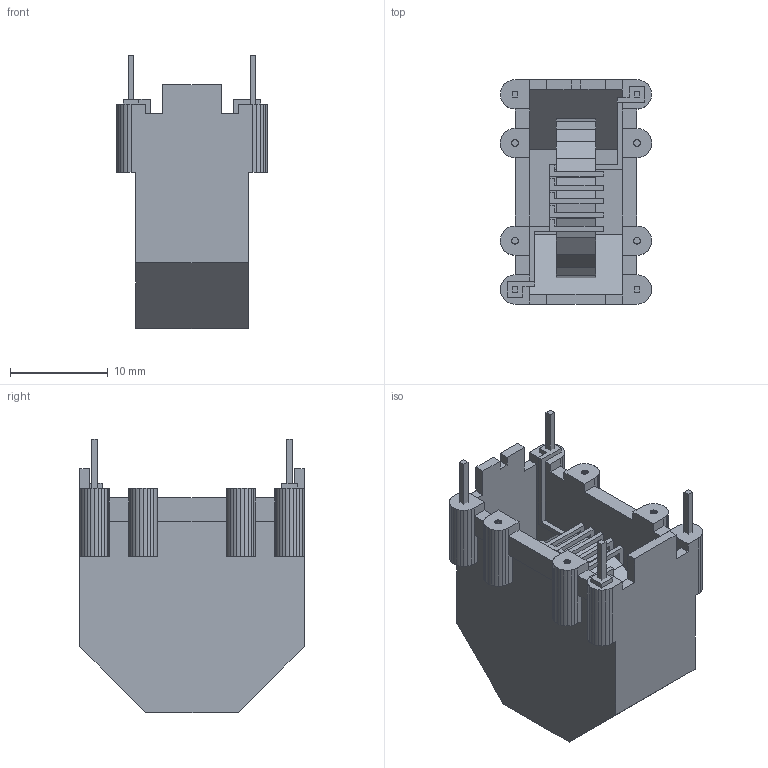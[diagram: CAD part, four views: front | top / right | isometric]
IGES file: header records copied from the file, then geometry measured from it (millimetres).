
Global section: file name: Filename.iges; native system: V0.1; preprocessor: V0.1; author: xxxxxx; date: 20120122.221849; units: millimetre
Bounding box: 15.5 x 23 x 28 mm (x, y, z)
Volume: 2268.1 mm3; surface area: 4357.5 mm2
Topology: 6 solids, 6 shells, 797 faces, 2298 edges, 1525 vertices
Faces by surface type: plane 531, cylinder 266
